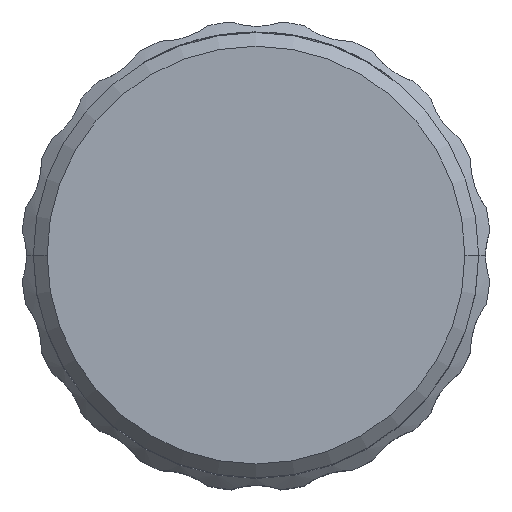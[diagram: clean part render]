
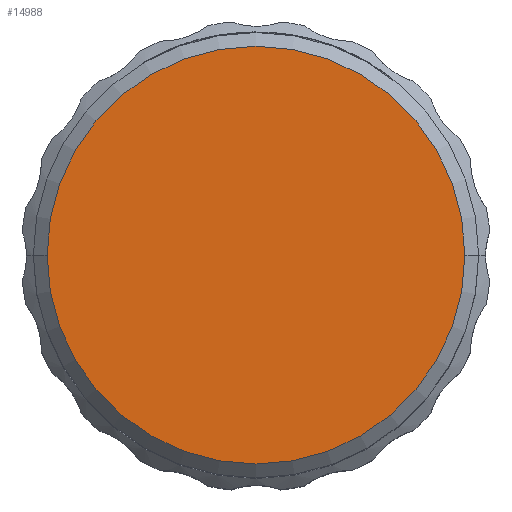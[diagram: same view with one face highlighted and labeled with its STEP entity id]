
A CAD part, top view. The second image highlights one B-rep face of the part: STEP entity #14988.
In plain terms, the highlighted planar face has unit normal (0, 0, 1).
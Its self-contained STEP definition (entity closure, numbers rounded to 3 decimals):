
#623 = DIRECTION ( 'NONE',  ( 1., 0., 0. ) ) ;
#1026 = CARTESIAN_POINT ( 'NONE',  ( 0., 0., 70. ) ) ;
#1043 = PLANE ( 'NONE',  #13184 ) ;
#7256 = DIRECTION ( 'NONE',  ( 1., 0., 0. ) ) ;
#10041 = EDGE_LOOP ( 'NONE', ( #30803, #34822 ) ) ;
#12307 = CARTESIAN_POINT ( 'NONE',  ( 0., 0., 70. ) ) ;
#13184 = AXIS2_PLACEMENT_3D ( 'NONE', #12307, #34841, #623 ) ;
#14988 = ADVANCED_FACE ( 'NONE', ( #15073 ), #1043, .T. ) ;
#15073 = FACE_OUTER_BOUND ( 'NONE', #10041, .T. ) ;
#18193 = DIRECTION ( 'NONE',  ( 1., 0., 0. ) ) ;
#19936 = EDGE_CURVE ( 'NONE', #23351, #21865, #25705, .T. ) ;
#20772 = CARTESIAN_POINT ( 'NONE',  ( 0., 0., 70. ) ) ;
#21865 = VERTEX_POINT ( 'NONE', #28862 ) ;
#22721 = EDGE_CURVE ( 'NONE', #21865, #23351, #31804, .T. ) ;
#23351 = VERTEX_POINT ( 'NONE', #25255 ) ;
#25255 = CARTESIAN_POINT ( 'NONE',  ( 15.1, 0., 70. ) ) ;
#25705 = CIRCLE ( 'NONE', #27636, 15.1 ) ;
#27636 = AXIS2_PLACEMENT_3D ( 'NONE', #20772, #32069, #7256 ) ;
#27666 = AXIS2_PLACEMENT_3D ( 'NONE', #1026, #29458, #18193 ) ;
#28862 = CARTESIAN_POINT ( 'NONE',  ( -15.1, 0., 70. ) ) ;
#29458 = DIRECTION ( 'NONE',  ( 0., 0., 1. ) ) ;
#30803 = ORIENTED_EDGE ( 'NONE', *, *, #22721, .T. ) ;
#31804 = CIRCLE ( 'NONE', #27666, 15.1 ) ;
#32069 = DIRECTION ( 'NONE',  ( 0., 0., 1. ) ) ;
#34822 = ORIENTED_EDGE ( 'NONE', *, *, #19936, .T. ) ;
#34841 = DIRECTION ( 'NONE',  ( 0., 0., 1. ) ) ;
